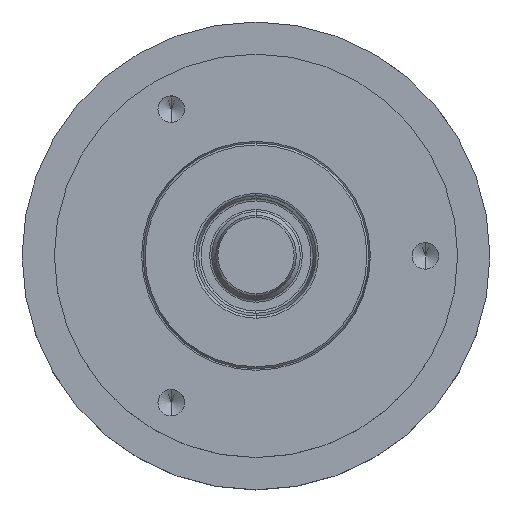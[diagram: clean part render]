
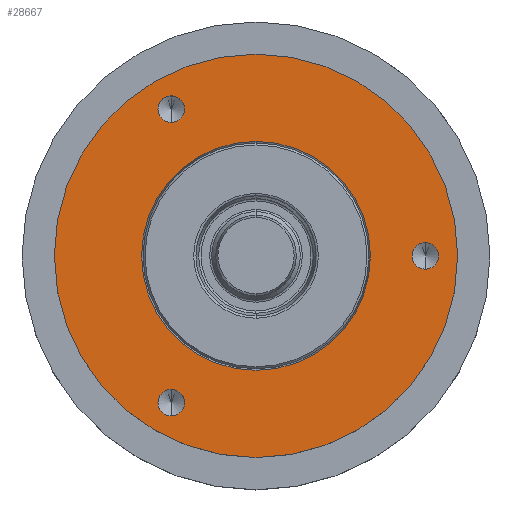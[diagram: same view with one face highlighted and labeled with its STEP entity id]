
A CAD part, top view. The second image highlights one B-rep face of the part: STEP entity #28667.
In plain terms, the highlighted planar face has unit normal (0, 0, 1).
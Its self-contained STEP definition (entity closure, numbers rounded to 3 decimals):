
#4138=CARTESIAN_POINT('',(0.,0.,27.));
#4139=DIRECTION('',(0.,0.,-1.));
#4140=DIRECTION('',(0.,1.,0.));
#4141=AXIS2_PLACEMENT_3D('',#4138,#4139,#4140);
#4143=CARTESIAN_POINT('',(0.,0.,27.));
#4144=DIRECTION('',(0.,0.,-1.));
#4145=DIRECTION('',(0.,-1.,0.));
#4146=AXIS2_PLACEMENT_3D('',#4143,#4144,#4145);
#4148=CARTESIAN_POINT('',(21.,0.,27.));
#4149=DIRECTION('',(0.,0.,1.));
#4150=DIRECTION('',(0.,-1.,0.));
#4151=AXIS2_PLACEMENT_3D('',#4148,#4149,#4150);
#4153=CARTESIAN_POINT('',(21.,0.,27.));
#4154=DIRECTION('',(0.,0.,1.));
#4155=DIRECTION('',(0.,1.,0.));
#4156=AXIS2_PLACEMENT_3D('',#4153,#4154,#4155);
#4158=CARTESIAN_POINT('',(-10.5,-18.187,27.));
#4159=DIRECTION('',(0.,0.,1.));
#4160=DIRECTION('',(0.,-1.,0.));
#4161=AXIS2_PLACEMENT_3D('',#4158,#4159,#4160);
#4163=CARTESIAN_POINT('',(-10.5,-18.187,27.));
#4164=DIRECTION('',(0.,0.,1.));
#4165=DIRECTION('',(0.,1.,0.));
#4166=AXIS2_PLACEMENT_3D('',#4163,#4164,#4165);
#4168=CARTESIAN_POINT('',(-10.5,18.187,27.));
#4169=DIRECTION('',(0.,0.,1.));
#4170=DIRECTION('',(0.,-1.,0.));
#4171=AXIS2_PLACEMENT_3D('',#4168,#4169,#4170);
#4173=CARTESIAN_POINT('',(-10.5,18.187,27.));
#4174=DIRECTION('',(0.,0.,1.));
#4175=DIRECTION('',(0.,1.,0.));
#4176=AXIS2_PLACEMENT_3D('',#4173,#4174,#4175);
#4183=CARTESIAN_POINT('',(0.,0.,27.));
#4184=DIRECTION('',(0.,0.,-1.));
#4185=DIRECTION('',(-1.,0.,0.));
#4186=AXIS2_PLACEMENT_3D('',#4183,#4184,#4185);
#4201=CARTESIAN_POINT('',(0.,0.,27.));
#4202=DIRECTION('',(0.,0.,-1.));
#4203=DIRECTION('',(1.,0.,0.));
#4204=AXIS2_PLACEMENT_3D('',#4201,#4202,#4203);
#22642=CARTESIAN_POINT('',(0.,25.,27.));
#22643=CARTESIAN_POINT('',(0.,-25.,27.));
#22644=VERTEX_POINT('',#22642);
#22645=VERTEX_POINT('',#22643);
#22848=CARTESIAN_POINT('',(14.188,0.,27.));
#22849=CARTESIAN_POINT('',(-14.188,0.,27.));
#22850=VERTEX_POINT('',#22848);
#22851=VERTEX_POINT('',#22849);
#23049=CARTESIAN_POINT('',(21.,-1.65,27.));
#23050=CARTESIAN_POINT('',(21.,1.65,27.));
#23051=VERTEX_POINT('',#23049);
#23052=VERTEX_POINT('',#23050);
#23059=CARTESIAN_POINT('',(-10.5,-19.837,27.));
#23060=CARTESIAN_POINT('',(-10.5,-16.537,27.));
#23061=VERTEX_POINT('',#23059);
#23062=VERTEX_POINT('',#23060);
#23069=CARTESIAN_POINT('',(-10.5,16.537,27.));
#23070=CARTESIAN_POINT('',(-10.5,19.837,27.));
#23071=VERTEX_POINT('',#23069);
#23072=VERTEX_POINT('',#23070);
#28633=CARTESIAN_POINT('',(0.,0.,27.));
#28634=DIRECTION('',(0.,0.,1.));
#28635=DIRECTION('',(1.,0.,0.));
#28636=AXIS2_PLACEMENT_3D('',#28633,#28634,#28635);
#28637=PLANE('',#28636);
#28639=ORIENTED_EDGE('',*,*,#28638,.T.);
#28640=ORIENTED_EDGE('',*,*,#28623,.T.);
#28641=EDGE_LOOP('',(#28639,#28640));
#28642=FACE_OUTER_BOUND('',#28641,.F.);
#28644=ORIENTED_EDGE('',*,*,#28643,.F.);
#28646=ORIENTED_EDGE('',*,*,#28645,.F.);
#28647=EDGE_LOOP('',(#28644,#28646));
#28648=FACE_BOUND('',#28647,.F.);
#28650=ORIENTED_EDGE('',*,*,#28649,.T.);
#28652=ORIENTED_EDGE('',*,*,#28651,.T.);
#28653=EDGE_LOOP('',(#28650,#28652));
#28654=FACE_BOUND('',#28653,.F.);
#28656=ORIENTED_EDGE('',*,*,#28655,.T.);
#28658=ORIENTED_EDGE('',*,*,#28657,.T.);
#28659=EDGE_LOOP('',(#28656,#28658));
#28660=FACE_BOUND('',#28659,.F.);
#28662=ORIENTED_EDGE('',*,*,#28661,.T.);
#28664=ORIENTED_EDGE('',*,*,#28663,.T.);
#28665=EDGE_LOOP('',(#28662,#28664));
#28666=FACE_BOUND('',#28665,.F.);
#4142=CIRCLE('',#4141,25.);
#4147=CIRCLE('',#4146,25.);
#4152=CIRCLE('',#4151,1.65);
#4157=CIRCLE('',#4156,1.65);
#4162=CIRCLE('',#4161,1.65);
#4167=CIRCLE('',#4166,1.65);
#4172=CIRCLE('',#4171,1.65);
#4177=CIRCLE('',#4176,1.65);
#4187=CIRCLE('',#4186,14.188);
#4205=CIRCLE('',#4204,14.188);
#28623=EDGE_CURVE('',#22645,#22644,#4147,.T.);
#28638=EDGE_CURVE('',#22644,#22645,#4142,.T.);
#28643=EDGE_CURVE('',#22851,#22850,#4187,.T.);
#28645=EDGE_CURVE('',#22850,#22851,#4205,.T.);
#28649=EDGE_CURVE('',#23051,#23052,#4152,.T.);
#28651=EDGE_CURVE('',#23052,#23051,#4157,.T.);
#28655=EDGE_CURVE('',#23061,#23062,#4162,.T.);
#28657=EDGE_CURVE('',#23062,#23061,#4167,.T.);
#28661=EDGE_CURVE('',#23071,#23072,#4172,.T.);
#28663=EDGE_CURVE('',#23072,#23071,#4177,.T.);
#28667=ADVANCED_FACE('',(#28642,#28648,#28654,#28660,#28666),#28637,.T.);
